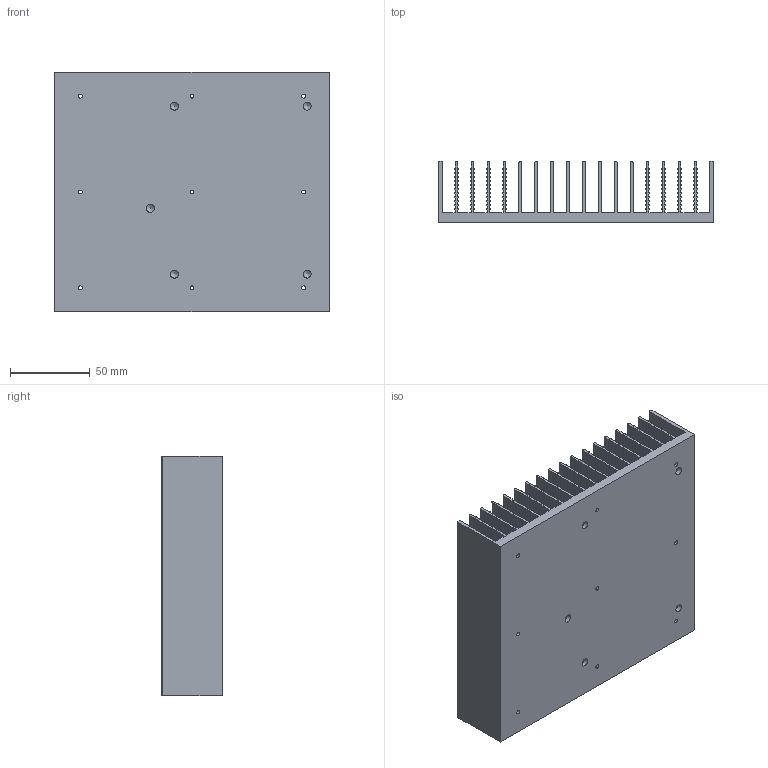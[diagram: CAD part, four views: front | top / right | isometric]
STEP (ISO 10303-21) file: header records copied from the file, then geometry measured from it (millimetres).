
FILE_DESCRIPTION(('STEP AP242'), '1');
FILE_NAME('ÅÐÂË.752693.003_Ðàäèàòîð èçì.1[1]', '', ('UNSPECIFIED'), ('UNSPECIFIED'), 'C3D Converter', 'C3D Toolkit', '');
FILE_SCHEMA(('AP242_MANAGED_MODEL_BASED_3D_ENGINEERING_MIM_LF { 1 0 10303 442 1 1 4 }'));
Length unit declared in the file: millimetre
Products named in the file (1): ЕРВЛ.752693.003_Радиатор изм.1[1]
Bounding box: 172 x 38 x 150 mm (x, y, z)
Volume: 298885.2 mm3; surface area: 260531.2 mm2
Topology: 1 solids, 1 shells, 1537 faces, 4600 edges, 3065 vertices
Faces by surface type: plane 1130, cylinder 402, cone 5
Full cylindrical faces by diameter (mm): 2.5 x9, 5 x5
Entity records: 64175 total; most frequent: CARTESIAN_POINT 9694, ORIENTED_EDGE 9152, DIRECTION 8446, EDGE_CURVE 4576, LINE 3772, VECTOR 3772, VERTEX_POINT 3060, AXIS2_PLACEMENT_3D 2337
